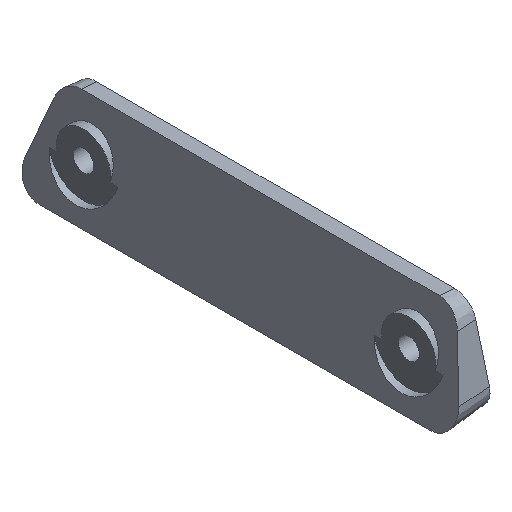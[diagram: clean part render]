
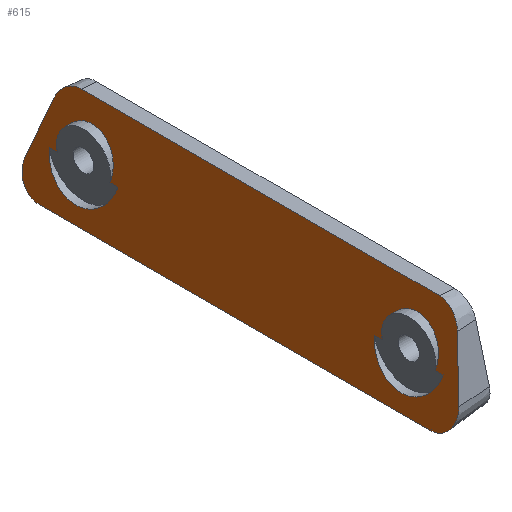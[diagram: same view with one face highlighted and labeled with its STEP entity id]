
A CAD part, isometric view. The second image highlights one B-rep face of the part: STEP entity #615.
In plain terms, the highlighted planar face has unit normal (-0.966, 0, 0.259).
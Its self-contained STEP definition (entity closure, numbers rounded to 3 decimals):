
#186 = VERTEX_POINT('',#187);
#187 = CARTESIAN_POINT('',(-30.976,9.09,
    23.023));
#194 = VERTEX_POINT('',#195);
#195 = CARTESIAN_POINT('',(-31.573,12.061,
    20.796));
#200 = EDGE_CURVE('',#186,#194,#201,.T.);
#201 = ELLIPSE('',#202,3.205,3.095);
#202 = AXIS2_PLACEMENT_3D('',#203,#204,#205);
#203 = CARTESIAN_POINT('',(-31.805,9.09,
    19.927));
#204 = DIRECTION('',(-0.966,0.,0.259)
  );
#205 = DIRECTION('',(-0.259,0.,-0.966)
  );
#217 = EDGE_CURVE('',#186,#218,#220,.T.);
#218 = VERTEX_POINT('',#219);
#219 = CARTESIAN_POINT('',(-30.976,-37.09,
    23.023));
#220 = LINE('',#221,#222);
#221 = CARTESIAN_POINT('',(-30.976,-18.545,
    23.023));
#222 = VECTOR('',#223,1.);
#223 = DIRECTION('',(0.,-1.,0.));
#240 = VERTEX_POINT('',#241);
#241 = CARTESIAN_POINT('',(-33.338,13.986,
    14.206));
#246 = EDGE_CURVE('',#240,#194,#247,.T.);
#247 = LINE('',#248,#249);
#248 = CARTESIAN_POINT('',(-31.73,12.232,
    20.21));
#249 = VECTOR('',#250,1.);
#250 = DIRECTION('',(0.249,-0.272,0.93));
#262 = VERTEX_POINT('',#263);
#263 = CARTESIAN_POINT('',(-31.573,-40.061,
    20.796));
#270 = EDGE_CURVE('',#262,#218,#271,.T.);
#271 = ELLIPSE('',#272,3.205,3.095);
#272 = AXIS2_PLACEMENT_3D('',#273,#274,#275);
#273 = CARTESIAN_POINT('',(-31.805,-37.09,
    19.927));
#274 = DIRECTION('',(-0.966,0.,0.259)
  );
#275 = DIRECTION('',(-0.259,0.,-0.966)
  );
#288 = VERTEX_POINT('',#289);
#289 = CARTESIAN_POINT('',(-34.281,11.35,
    10.688));
#294 = EDGE_CURVE('',#240,#288,#295,.T.);
#295 = ELLIPSE('',#296,2.845,2.747);
#296 = AXIS2_PLACEMENT_3D('',#297,#298,#299);
#297 = CARTESIAN_POINT('',(-33.545,11.35,
    13.436));
#298 = DIRECTION('',(-0.966,0.,0.259)
  );
#299 = DIRECTION('',(-0.259,0.,-0.966)
  );
#311 = EDGE_CURVE('',#262,#312,#314,.T.);
#312 = VERTEX_POINT('',#313);
#313 = CARTESIAN_POINT('',(-33.338,-41.986,
    14.206));
#314 = LINE('',#315,#316);
#315 = CARTESIAN_POINT('',(-30.782,-39.199,
    23.745));
#316 = VECTOR('',#317,1.);
#317 = DIRECTION('',(-0.249,-0.272,-0.93));
#334 = VERTEX_POINT('',#335);
#335 = CARTESIAN_POINT('',(-34.281,-39.35,
    10.688));
#340 = EDGE_CURVE('',#334,#288,#341,.T.);
#341 = LINE('',#342,#343);
#342 = CARTESIAN_POINT('',(-34.281,5.675,
    10.688));
#343 = VECTOR('',#344,1.);
#344 = DIRECTION('',(0.,1.,0.));
#358 = EDGE_CURVE('',#334,#312,#359,.T.);
#359 = ELLIPSE('',#360,2.845,2.747);
#360 = AXIS2_PLACEMENT_3D('',#361,#362,#363);
#361 = CARTESIAN_POINT('',(-33.545,-39.35,
    13.436));
#362 = DIRECTION('',(-0.966,0.,0.259)
  );
#363 = DIRECTION('',(-0.259,0.,-0.966)
  );
#615 = ADVANCED_FACE('',(#616,#626,#671),#716,.T.);
#616 = FACE_BOUND('',#617,.T.);
#617 = EDGE_LOOP('',(#618,#619,#620,#621,#622,#623,#624,#625));
#618 = ORIENTED_EDGE('',*,*,#217,.F.);
#619 = ORIENTED_EDGE('',*,*,#200,.T.);
#620 = ORIENTED_EDGE('',*,*,#246,.F.);
#621 = ORIENTED_EDGE('',*,*,#294,.T.);
#622 = ORIENTED_EDGE('',*,*,#340,.F.);
#623 = ORIENTED_EDGE('',*,*,#358,.T.);
#624 = ORIENTED_EDGE('',*,*,#311,.F.);
#625 = ORIENTED_EDGE('',*,*,#270,.T.);
#626 = FACE_BOUND('',#627,.T.);
#627 = EDGE_LOOP('',(#628,#639,#647,#656,#664));
#628 = ORIENTED_EDGE('',*,*,#629,.F.);
#629 = EDGE_CURVE('',#630,#632,#634,.T.);
#630 = VERTEX_POINT('',#631);
#631 = CARTESIAN_POINT('',(-32.8,3.589,16.216));
#632 = VERTEX_POINT('',#633);
#633 = CARTESIAN_POINT('',(-32.59,3.5,17.));
#634 = ELLIPSE('',#635,3.623,3.5);
#635 = AXIS2_PLACEMENT_3D('',#636,#637,#638);
#636 = CARTESIAN_POINT('',(-32.59,7.,17.));
#637 = DIRECTION('',(-0.966,0.,0.259)
  );
#638 = DIRECTION('',(-0.259,0.,-0.966)
  );
#639 = ORIENTED_EDGE('',*,*,#640,.T.);
#640 = EDGE_CURVE('',#630,#641,#643,.T.);
#641 = VERTEX_POINT('',#642);
#642 = CARTESIAN_POINT('',(-32.8,2.569,16.216));
#643 = LINE('',#644,#645);
#644 = CARTESIAN_POINT('',(-32.8,3.5,16.216));
#645 = VECTOR('',#646,1.);
#646 = DIRECTION('',(0.,-1.,0.));
#647 = ORIENTED_EDGE('',*,*,#648,.F.);
#648 = EDGE_CURVE('',#649,#641,#651,.T.);
#649 = VERTEX_POINT('',#650);
#650 = CARTESIAN_POINT('',(-32.8,11.431,16.216));
#651 = ELLIPSE('',#652,4.659,4.5);
#652 = AXIS2_PLACEMENT_3D('',#653,#654,#655);
#653 = CARTESIAN_POINT('',(-32.59,7.,17.));
#654 = DIRECTION('',(-0.966,0.,0.259)
  );
#655 = DIRECTION('',(0.259,0.,0.966));
#656 = ORIENTED_EDGE('',*,*,#657,.T.);
#657 = EDGE_CURVE('',#649,#658,#660,.T.);
#658 = VERTEX_POINT('',#659);
#659 = CARTESIAN_POINT('',(-32.8,10.411,16.216));
#660 = LINE('',#661,#662);
#661 = CARTESIAN_POINT('',(-32.8,3.5,16.216));
#662 = VECTOR('',#663,1.);
#663 = DIRECTION('',(0.,-1.,0.));
#664 = ORIENTED_EDGE('',*,*,#665,.F.);
#665 = EDGE_CURVE('',#632,#658,#666,.T.);
#666 = ELLIPSE('',#667,3.623,3.5);
#667 = AXIS2_PLACEMENT_3D('',#668,#669,#670);
#668 = CARTESIAN_POINT('',(-32.59,7.,17.));
#669 = DIRECTION('',(-0.966,0.,0.259)
  );
#670 = DIRECTION('',(-0.259,0.,-0.966)
  );
#671 = FACE_BOUND('',#672,.T.);
#672 = EDGE_LOOP('',(#673,#684,#692,#701,#709));
#673 = ORIENTED_EDGE('',*,*,#674,.F.);
#674 = EDGE_CURVE('',#675,#677,#679,.T.);
#675 = VERTEX_POINT('',#676);
#676 = CARTESIAN_POINT('',(-32.8,-38.411,16.216));
#677 = VERTEX_POINT('',#678);
#678 = CARTESIAN_POINT('',(-32.59,-31.5,17.));
#679 = ELLIPSE('',#680,3.623,3.5);
#680 = AXIS2_PLACEMENT_3D('',#681,#682,#683);
#681 = CARTESIAN_POINT('',(-32.59,-35.,17.));
#682 = DIRECTION('',(-0.966,0.,0.259)
  );
#683 = DIRECTION('',(-0.259,0.,-0.966)
  );
#684 = ORIENTED_EDGE('',*,*,#685,.F.);
#685 = EDGE_CURVE('',#686,#675,#688,.T.);
#686 = VERTEX_POINT('',#687);
#687 = CARTESIAN_POINT('',(-32.8,-39.431,16.216));
#688 = LINE('',#689,#690);
#689 = CARTESIAN_POINT('',(-32.8,-17.5,16.216));
#690 = VECTOR('',#691,1.);
#691 = DIRECTION('',(0.,1.,0.));
#692 = ORIENTED_EDGE('',*,*,#693,.F.);
#693 = EDGE_CURVE('',#694,#686,#696,.T.);
#694 = VERTEX_POINT('',#695);
#695 = CARTESIAN_POINT('',(-32.8,-30.569,16.216));
#696 = ELLIPSE('',#697,4.659,4.5);
#697 = AXIS2_PLACEMENT_3D('',#698,#699,#700);
#698 = CARTESIAN_POINT('',(-32.59,-35.,17.));
#699 = DIRECTION('',(-0.966,0.,0.259)
  );
#700 = DIRECTION('',(0.259,0.,0.966)
  );
#701 = ORIENTED_EDGE('',*,*,#702,.F.);
#702 = EDGE_CURVE('',#703,#694,#705,.T.);
#703 = VERTEX_POINT('',#704);
#704 = CARTESIAN_POINT('',(-32.8,-31.589,16.216));
#705 = LINE('',#706,#707);
#706 = CARTESIAN_POINT('',(-32.8,-17.5,16.216));
#707 = VECTOR('',#708,1.);
#708 = DIRECTION('',(0.,1.,0.));
#709 = ORIENTED_EDGE('',*,*,#710,.F.);
#710 = EDGE_CURVE('',#677,#703,#711,.T.);
#711 = ELLIPSE('',#712,3.623,3.5);
#712 = AXIS2_PLACEMENT_3D('',#713,#714,#715);
#713 = CARTESIAN_POINT('',(-32.59,-35.,17.));
#714 = DIRECTION('',(-0.966,0.,0.259)
  );
#715 = DIRECTION('',(-0.259,0.,-0.966)
  );
#716 = PLANE('',#717);
#717 = AXIS2_PLACEMENT_3D('',#718,#719,#720);
#718 = CARTESIAN_POINT('',(-30.774,0.,
    23.775));
#719 = DIRECTION('',(-0.966,0.,0.259)
  );
#720 = DIRECTION('',(-0.259,0.,-0.966
    ));
